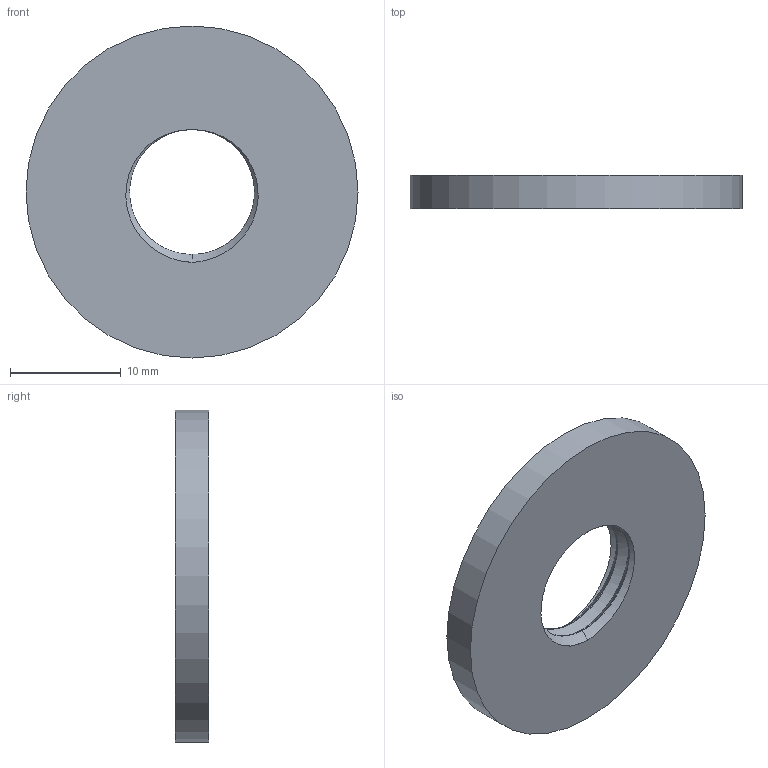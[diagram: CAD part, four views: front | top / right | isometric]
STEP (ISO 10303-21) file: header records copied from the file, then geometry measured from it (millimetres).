
FILE_DESCRIPTION(/* description */ (''),/* implementation_level */ '2;1');
FILE_NAME(/* name */ 'nat_12.stp',/* time_stamp */ '2025-10-20T18:30:56+09:00',/* author */ ('hibik'),/* organization */ (''),/* preprocessor_version */ 'ST-DEVELOPER v20',/* originating_system */ 'Autodesk Inventor 2024',/* authorisation */ '');
FILE_SCHEMA (('AUTOMOTIVE_DESIGN { 1 0 10303 214 3 1 1 }'));
Length unit declared in the file: millimetre
Products named in the file (1): nat_12
Bounding box: 30 x 3 x 30 mm (x, y, z)
Volume: 1783.1 mm3; surface area: 1628.5 mm2
Topology: 1 solids, 1 shells, 9 faces, 20 edges, 13 vertices
Faces by surface type: cylinder 4, bspline 3, plane 2
Full cylindrical faces by diameter (mm): 11.293 x1, 30 x1
Entity records: 1313 total; most frequent: CARTESIAN_POINT 1083, ORIENTED_EDGE 40, DIRECTION 26, EDGE_CURVE 20, VERTEX_POINT 13, B_SPLINE_CURVE_WITH_KNOTS 12, EDGE_LOOP 11, AXIS2_PLACEMENT_3D 11
